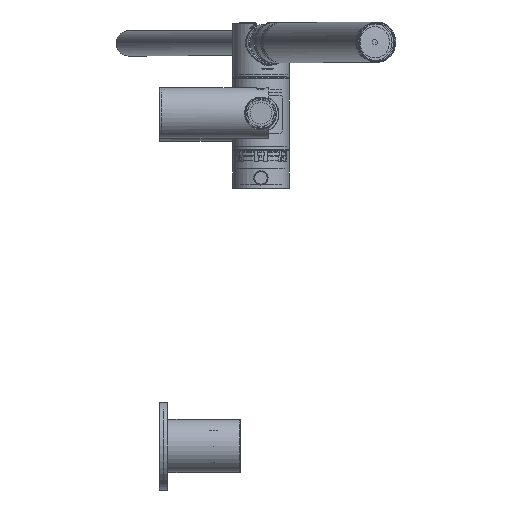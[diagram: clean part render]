
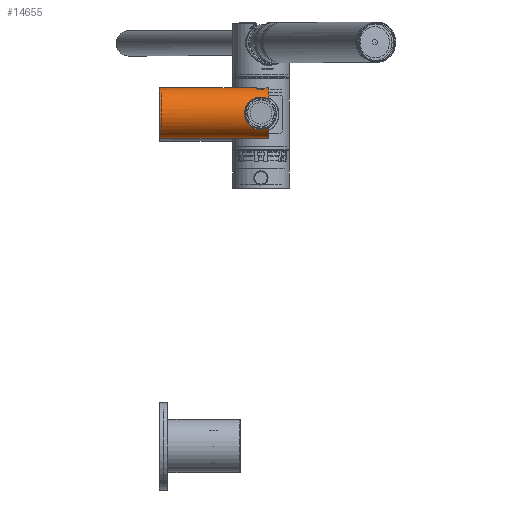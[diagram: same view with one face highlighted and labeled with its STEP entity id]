
A CAD part, top view. The second image highlights one B-rep face of the part: STEP entity #14655.
In plain terms, the highlighted cylindrical face has radius 15 mm (diameter 30 mm), a full revolution.
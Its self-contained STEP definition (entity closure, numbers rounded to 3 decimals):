
#1780=B_SPLINE_CURVE_WITH_KNOTS('',3,(#23244,#23245,#23246,#23247,#23248,
#23249,#23250,#23251,#23252,#23253,#23254,#23255),.UNSPECIFIED.,.T.,.F.,
(1,1,1,1,1,1,1,1,1,1,1,1,1,1,1,1),(-0.005,-0.004,
-0.002,0.,0.002,0.004,0.006,
0.008,0.01,0.011,0.012,
0.014,0.016,0.017,0.019,
0.021),.UNSPECIFIED.);
#1781=B_SPLINE_CURVE_WITH_KNOTS('',3,(#23257,#23258,#23259,#23260,#23261,
#23262,#23263,#23264,#23265,#23266,#23267,#23268,#23269,#23270,#23271,#23272,
#23273,#23274,#23275),.UNSPECIFIED.,.F.,.F.,(4,1,1,1,1,1,1,1,1,1,1,1,1,
1,1,1,4),(0.,0.003,0.005,0.008,
0.01,0.013,0.016,0.018,
0.021,0.023,0.026,0.029,
0.031,0.034,0.036,0.039,
0.041),.UNSPECIFIED.);
#1782=B_SPLINE_CURVE_WITH_KNOTS('',3,(#23280,#23281,#23282,#23283,#23284,
#23285,#23286,#23287,#23288,#23289,#23290,#23291,#23292,#23293,#23294,#23295,
#23296,#23297,#23298),.UNSPECIFIED.,.F.,.F.,(4,1,1,1,1,1,1,1,1,1,1,1,1,
1,1,1,4),(0.,0.003,0.005,0.008,
0.01,0.013,0.016,0.018,
0.021,0.023,0.026,0.029,
0.031,0.034,0.036,0.039,
0.042),.UNSPECIFIED.);
#2519=CYLINDRICAL_SURFACE('',#17670,15.);
#2896=ORIENTED_EDGE('',*,*,#7072,.F.);
#2897=ORIENTED_EDGE('',*,*,#7073,.T.);
#2898=ORIENTED_EDGE('',*,*,#7074,.T.);
#2899=ORIENTED_EDGE('',*,*,#7075,.T.);
#2900=ORIENTED_EDGE('',*,*,#7076,.T.);
#2901=ORIENTED_EDGE('',*,*,#7077,.T.);
#7072=EDGE_CURVE('',#11551,#11551,#1780,.T.);
#7073=EDGE_CURVE('',#11552,#11553,#1781,.T.);
#7074=EDGE_CURVE('',#11553,#11554,#9175,.T.);
#7075=EDGE_CURVE('',#11554,#11555,#1782,.T.);
#7076=EDGE_CURVE('',#11555,#11552,#9176,.T.);
#7077=EDGE_CURVE('',#11556,#11556,#9177,.F.);
#9175=CIRCLE('',#17671,15.);
#9176=CIRCLE('',#17672,15.);
#9177=CIRCLE('',#17673,15.);
#10073=EDGE_LOOP('',(#2896));
#10074=EDGE_LOOP('',(#2897,#2898,#2899,#2900));
#10075=EDGE_LOOP('',(#2901));
#11551=VERTEX_POINT('',#23256);
#11552=VERTEX_POINT('',#23276);
#11553=VERTEX_POINT('',#23277);
#11554=VERTEX_POINT('',#23279);
#11555=VERTEX_POINT('',#23299);
#11556=VERTEX_POINT('',#23302);
#13089=FACE_BOUND('',#10073,.T.);
#13090=FACE_BOUND('',#10074,.T.);
#13091=FACE_BOUND('',#10075,.T.);
#14655=ADVANCED_FACE('',(#13089,#13090,#13091),#2519,.T.);
#17670=AXIS2_PLACEMENT_3D('',#23243,#19393,#19394);
#17671=AXIS2_PLACEMENT_3D('',#23278,#19395,#19396);
#17672=AXIS2_PLACEMENT_3D('',#23300,#19397,#19398);
#17673=AXIS2_PLACEMENT_3D('',#23301,#19399,#19400);
#19393=DIRECTION('',(-1.,0.,0.));
#19394=DIRECTION('',(0.,0.,1.));
#19395=DIRECTION('',(-1.,0.,0.));
#19396=DIRECTION('',(0.,0.,1.));
#19397=DIRECTION('',(-1.,0.,0.));
#19398=DIRECTION('',(0.,0.,1.));
#19399=DIRECTION('',(-1.,0.,0.));
#19400=DIRECTION('',(0.,0.,1.));
#23243=CARTESIAN_POINT('',(65.,0.,0.));
#23244=CARTESIAN_POINT('',(60.045,-2.611,-14.767));
#23245=CARTESIAN_POINT('',(58.082,-1.942,-14.894));
#23246=CARTESIAN_POINT('',(57.125,-0.046,-15.051));
#23247=CARTESIAN_POINT('',(58.019,1.89,-14.903));
#23248=CARTESIAN_POINT('',(59.96,2.608,-14.766));
#23249=CARTESIAN_POINT('',(61.916,1.94,-14.895));
#23250=CARTESIAN_POINT('',(62.711,0.376,-15.023));
#23251=CARTESIAN_POINT('',(62.437,-0.934,-14.98));
#23252=CARTESIAN_POINT('',(61.656,-2.,-14.879));
#23253=CARTESIAN_POINT('',(60.045,-2.611,-14.767));
#23254=CARTESIAN_POINT('',(58.082,-1.942,-14.894));
#23255=CARTESIAN_POINT('',(57.125,-0.046,-15.051));
#23256=CARTESIAN_POINT('',(58.25,-1.737,-14.899));
#23257=CARTESIAN_POINT('',(64.8,12.527,8.25));
#23258=CARTESIAN_POINT('',(64.098,12.251,8.67));
#23259=CARTESIAN_POINT('',(62.587,11.756,9.329));
#23260=CARTESIAN_POINT('',(60.02,11.44,9.7));
#23261=CARTESIAN_POINT('',(57.439,11.748,9.339));
#23262=CARTESIAN_POINT('',(55.159,12.494,8.347));
#23263=CARTESIAN_POINT('',(53.249,13.393,6.848));
#23264=CARTESIAN_POINT('',(51.763,14.235,4.905));
#23265=CARTESIAN_POINT('',(50.789,14.844,2.604));
#23266=CARTESIAN_POINT('',(50.433,15.076,0.006));
#23267=CARTESIAN_POINT('',(50.777,14.852,-2.554));
#23268=CARTESIAN_POINT('',(51.75,14.242,-4.888));
#23269=CARTESIAN_POINT('',(53.24,13.398,-6.839));
#23270=CARTESIAN_POINT('',(55.148,12.498,-8.34));
#23271=CARTESIAN_POINT('',(57.428,11.751,-9.335));
#23272=CARTESIAN_POINT('',(60.003,11.441,-9.699));
#23273=CARTESIAN_POINT('',(62.572,11.751,-9.335));
#23274=CARTESIAN_POINT('',(64.096,12.25,-8.671));
#23275=CARTESIAN_POINT('',(64.8,12.527,-8.25));
#23276=CARTESIAN_POINT('',(64.8,12.527,8.25));
#23277=CARTESIAN_POINT('',(64.8,12.527,-8.25));
#23278=CARTESIAN_POINT('',(64.8,0.,0.));
#23279=CARTESIAN_POINT('',(64.8,-12.527,-8.25));
#23280=CARTESIAN_POINT('',(64.8,-12.527,-8.25));
#23281=CARTESIAN_POINT('',(64.096,-12.25,-8.671));
#23282=CARTESIAN_POINT('',(62.571,-11.751,-9.335));
#23283=CARTESIAN_POINT('',(60.002,-11.441,-9.699));
#23284=CARTESIAN_POINT('',(57.427,-11.751,-9.335));
#23285=CARTESIAN_POINT('',(55.147,-12.498,-8.34));
#23286=CARTESIAN_POINT('',(53.239,-13.398,-6.838));
#23287=CARTESIAN_POINT('',(51.75,-14.243,-4.888));
#23288=CARTESIAN_POINT('',(50.777,-14.852,-2.553));
#23289=CARTESIAN_POINT('',(50.433,-15.076,0.007));
#23290=CARTESIAN_POINT('',(50.79,-14.843,2.605));
#23291=CARTESIAN_POINT('',(51.764,-14.234,4.906));
#23292=CARTESIAN_POINT('',(53.25,-13.392,6.849));
#23293=CARTESIAN_POINT('',(55.16,-12.493,8.348));
#23294=CARTESIAN_POINT('',(57.444,-11.748,9.339));
#23295=CARTESIAN_POINT('',(60.015,-11.44,9.699));
#23296=CARTESIAN_POINT('',(62.587,-11.755,9.33));
#23297=CARTESIAN_POINT('',(64.097,-12.251,8.67));
#23298=CARTESIAN_POINT('',(64.8,-12.527,8.25));
#23299=CARTESIAN_POINT('',(64.8,-12.527,8.25));
#23300=CARTESIAN_POINT('',(64.8,0.,0.));
#23301=CARTESIAN_POINT('',(0.2,0.,0.));
#23302=CARTESIAN_POINT('',(0.2,0.,15.));
